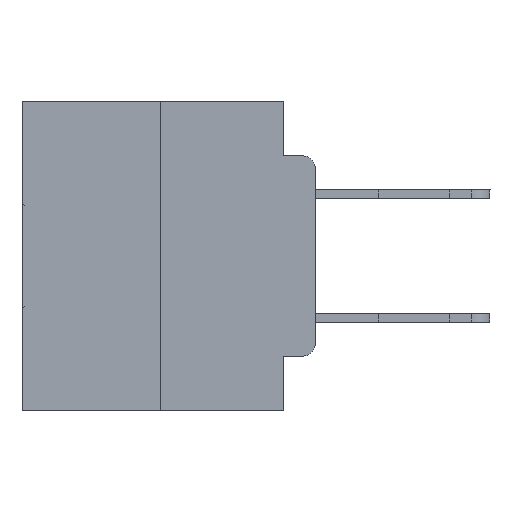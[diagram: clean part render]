
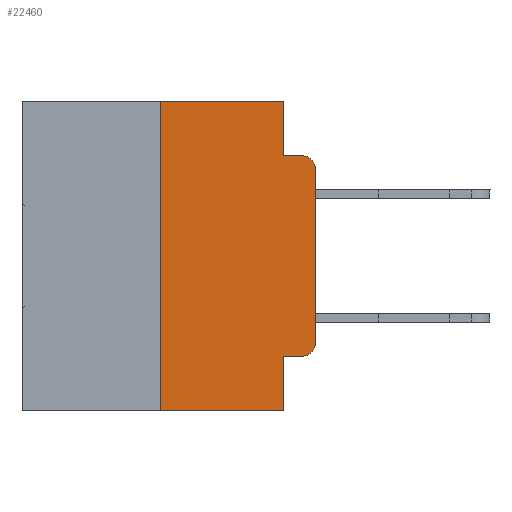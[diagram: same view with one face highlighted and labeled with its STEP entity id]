
A CAD part, left-side view. The second image highlights one B-rep face of the part: STEP entity #22460.
In plain terms, the highlighted planar face has unit normal (-1, 0, 0).
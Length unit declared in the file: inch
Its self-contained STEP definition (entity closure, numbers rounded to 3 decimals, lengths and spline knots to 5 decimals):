
#233 = VECTOR ( 'NONE', #10686, 39.37008 ) ;
#561 = VERTEX_POINT ( 'NONE', #29072 ) ;
#743 = EDGE_CURVE ( 'NONE', #30258, #14216, #4054, .T. ) ;
#1275 = ORIENTED_EDGE ( 'NONE', *, *, #6895, .F. ) ;
#1632 = CARTESIAN_POINT ( 'NONE',  ( 0., 0.02, -0.3915 ) ) ;
#2499 = ORIENTED_EDGE ( 'NONE', *, *, #8573, .T. ) ;
#3043 = VECTOR ( 'NONE', #29018, 39.37008 ) ;
#3622 = DIRECTION ( 'NONE',  ( 0., 0., 1. ) ) ;
#4054 = LINE ( 'NONE', #18200, #13777 ) ;
#4229 = ORIENTED_EDGE ( 'NONE', *, *, #743, .T. ) ;
#5528 = CARTESIAN_POINT ( 'NONE',  ( 0., 0.473, 0. ) ) ;
#6011 = DIRECTION ( 'NONE',  ( 0., -1., 0. ) ) ;
#6131 = DIRECTION ( 'NONE',  ( -1., 0., 0. ) ) ;
#6172 = VERTEX_POINT ( 'NONE', #25560 ) ;
#6260 = LINE ( 'NONE', #16520, #29338 ) ;
#6343 = CARTESIAN_POINT ( 'NONE',  ( 0., 0.25, 0. ) ) ;
#6647 = VECTOR ( 'NONE', #20876, 39.37008 ) ;
#6895 = EDGE_CURVE ( 'NONE', #561, #14216, #9481, .T. ) ;
#7163 = EDGE_CURVE ( 'NONE', #13177, #16972, #12902, .T. ) ;
#7703 = CARTESIAN_POINT ( 'NONE',  ( 0., 0.473, 0. ) ) ;
#8203 = EDGE_CURVE ( 'NONE', #561, #10967, #13584, .T. ) ;
#8340 = CARTESIAN_POINT ( 'NONE',  ( 0., 0., -0.3915 ) ) ;
#8536 = DIRECTION ( 'NONE',  ( 0., 0., -1. ) ) ;
#8573 = EDGE_CURVE ( 'NONE', #6172, #23670, #30316, .T. ) ;
#8593 = EDGE_CURVE ( 'NONE', #10967, #29275, #13472, .T. ) ;
#9481 = LINE ( 'NONE', #19279, #3043 ) ;
#9651 = CARTESIAN_POINT ( 'NONE',  ( 0., 0.051, -0.5 ) ) ;
#10686 = DIRECTION ( 'NONE',  ( 0., -1., 0. ) ) ;
#10967 = VERTEX_POINT ( 'NONE', #28642 ) ;
#11615 = CARTESIAN_POINT ( 'NONE',  ( 0., 0.02, -0.0885 ) ) ;
#11731 = CARTESIAN_POINT ( 'NONE',  ( 0., 0.25, -0.5 ) ) ;
#12631 = LINE ( 'NONE', #22424, #22812 ) ;
#12902 = LINE ( 'NONE', #5528, #15199 ) ;
#13177 = VERTEX_POINT ( 'NONE', #22620 ) ;
#13298 = EDGE_CURVE ( 'NONE', #18846, #23670, #15903, .T. ) ;
#13318 = PLANE ( 'NONE',  #17179 ) ;
#13472 = CIRCLE ( 'NONE', #31360, 0.02 ) ;
#13584 = LINE ( 'NONE', #23017, #233 ) ;
#13777 = VECTOR ( 'NONE', #30793, 39.37008 ) ;
#14216 = VERTEX_POINT ( 'NONE', #9651 ) ;
#15100 = FACE_OUTER_BOUND ( 'NONE', #17734, .T. ) ;
#15199 = VECTOR ( 'NONE', #6011, 39.37008 ) ;
#15903 = LINE ( 'NONE', #25659, #6647 ) ;
#16520 = CARTESIAN_POINT ( 'NONE',  ( 0., 0., 0. ) ) ;
#16972 = VERTEX_POINT ( 'NONE', #24750 ) ;
#17179 = AXIS2_PLACEMENT_3D ( 'NONE', #7703, #17993, #18151 ) ;
#17734 = EDGE_LOOP ( 'NONE', ( #30966, #2499, #23062, #22338, #25688, #20318, #4229, #1275, #21960, #24939 ) ) ;
#17993 = DIRECTION ( 'NONE',  ( 1., 0., 0. ) ) ;
#18151 = DIRECTION ( 'NONE',  ( 0., 0., -1. ) ) ;
#18200 = CARTESIAN_POINT ( 'NONE',  ( 0., 0.473, -0.5 ) ) ;
#18846 = VERTEX_POINT ( 'NONE', #23427 ) ;
#19117 = AXIS2_PLACEMENT_3D ( 'NONE', #20584, #30452, #23403 ) ;
#19279 = CARTESIAN_POINT ( 'NONE',  ( 0., 0.051, 0. ) ) ;
#20318 = ORIENTED_EDGE ( 'NONE', *, *, #23580, .F. ) ;
#20584 = CARTESIAN_POINT ( 'NONE',  ( 0., 0.02, -0.1085 ) ) ;
#20596 = VECTOR ( 'NONE', #3622, 39.37008 ) ;
#20876 = DIRECTION ( 'NONE',  ( 0., -1., 0. ) ) ;
#21960 = ORIENTED_EDGE ( 'NONE', *, *, #8203, .T. ) ;
#22338 = ORIENTED_EDGE ( 'NONE', *, *, #29772, .F. ) ;
#22424 = CARTESIAN_POINT ( 'NONE',  ( 0., 0.051, 0. ) ) ;
#22460 = ADVANCED_FACE ( 'NONE', ( #15100 ), #13318, .F. ) ;
#22620 = CARTESIAN_POINT ( 'NONE',  ( 0., 0.25, 0. ) ) ;
#22812 = VECTOR ( 'NONE', #31137, 39.37008 ) ;
#23017 = CARTESIAN_POINT ( 'NONE',  ( 0., 0.051, -0.4115 ) ) ;
#23062 = ORIENTED_EDGE ( 'NONE', *, *, #13298, .F. ) ;
#23403 = DIRECTION ( 'NONE',  ( 0., 0., -1. ) ) ;
#23427 = CARTESIAN_POINT ( 'NONE',  ( 0., 0.051, -0.0885 ) ) ;
#23580 = EDGE_CURVE ( 'NONE', #30258, #13177, #25577, .T. ) ;
#23670 = VERTEX_POINT ( 'NONE', #11615 ) ;
#24750 = CARTESIAN_POINT ( 'NONE',  ( 0., 0.051, 0. ) ) ;
#24939 = ORIENTED_EDGE ( 'NONE', *, *, #8593, .T. ) ;
#25560 = CARTESIAN_POINT ( 'NONE',  ( 0., 0., -0.1085 ) ) ;
#25577 = LINE ( 'NONE', #6343, #20596 ) ;
#25659 = CARTESIAN_POINT ( 'NONE',  ( 0., 0.051, -0.0885 ) ) ;
#25688 = ORIENTED_EDGE ( 'NONE', *, *, #7163, .F. ) ;
#26078 = EDGE_CURVE ( 'NONE', #29275, #6172, #6260, .T. ) ;
#28642 = CARTESIAN_POINT ( 'NONE',  ( 0., 0.02, -0.4115 ) ) ;
#28831 = DIRECTION ( 'NONE',  ( 0., 0., 1. ) ) ;
#29018 = DIRECTION ( 'NONE',  ( 0., 0., -1. ) ) ;
#29072 = CARTESIAN_POINT ( 'NONE',  ( 0., 0.051, -0.4115 ) ) ;
#29275 = VERTEX_POINT ( 'NONE', #8340 ) ;
#29338 = VECTOR ( 'NONE', #28831, 39.37008 ) ;
#29772 = EDGE_CURVE ( 'NONE', #16972, #18846, #12631, .T. ) ;
#30258 = VERTEX_POINT ( 'NONE', #11731 ) ;
#30316 = CIRCLE ( 'NONE', #19117, 0.02 ) ;
#30452 = DIRECTION ( 'NONE',  ( -1., 0., 0. ) ) ;
#30793 = DIRECTION ( 'NONE',  ( 0., -1., 0. ) ) ;
#30966 = ORIENTED_EDGE ( 'NONE', *, *, #26078, .T. ) ;
#31137 = DIRECTION ( 'NONE',  ( 0., 0., -1. ) ) ;
#31360 = AXIS2_PLACEMENT_3D ( 'NONE', #1632, #6131, #8536 ) ;
